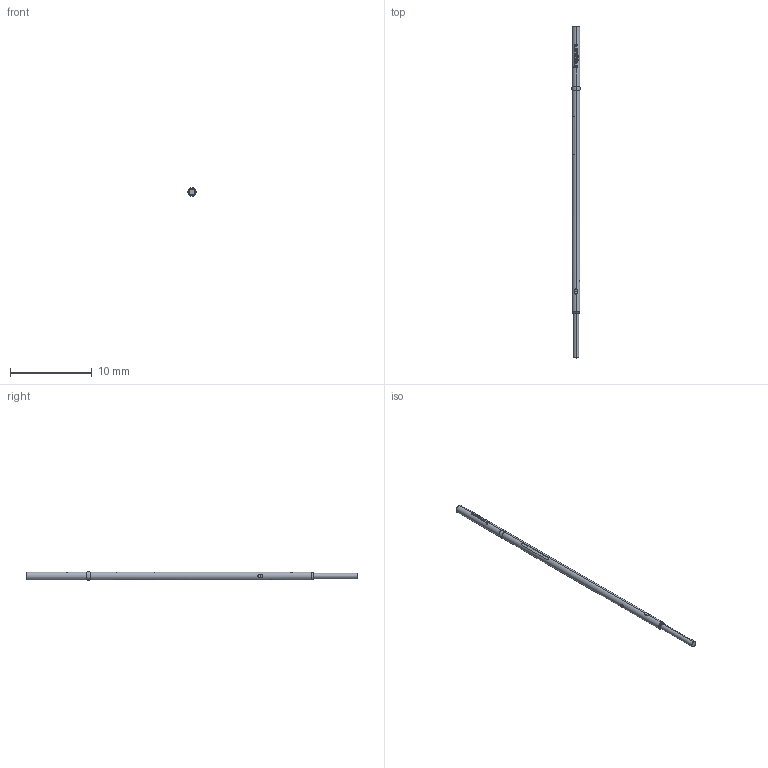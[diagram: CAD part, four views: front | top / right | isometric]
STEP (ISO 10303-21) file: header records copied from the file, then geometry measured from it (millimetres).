
FILE_DESCRIPTION (( 'STEP AP203' ), '1' );
FILE_NAME ('INGUN_KS-050_E08.STEP', '2022-02-09T05:09:19', ( 'ochi' ), ( '' ), 'SwSTEP 2.0', 'SolidWorks 2018', '' );
FILE_SCHEMA (( 'CONFIG_CONTROL_DESIGN' ));
Length unit declared in the file: millimetre
Products named in the file (1): INGUN_KS-050_E08
Bounding box: 1.03 x 40.64 x 1.04 mm (x, y, z)
Volume: 27.5 mm3; surface area: 119.4 mm2
Topology: 1 solids, 1 shells, 110 faces, 298 edges, 196 vertices
Faces by surface type: plane 45, cylinder 37, bspline 22, torus 6
Entity records: 3941 total; most frequent: CARTESIAN_POINT 1265, ORIENTED_EDGE 596, DIRECTION 470, EDGE_CURVE 298, VERTEX_POINT 196, AXIS2_PLACEMENT_3D 185, EDGE_LOOP 116, ADVANCED_FACE 110
